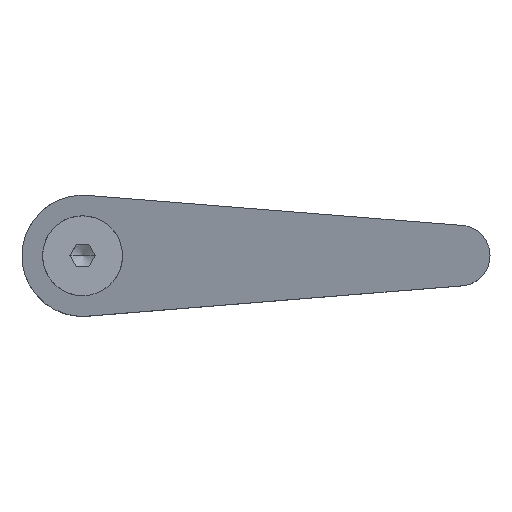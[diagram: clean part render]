
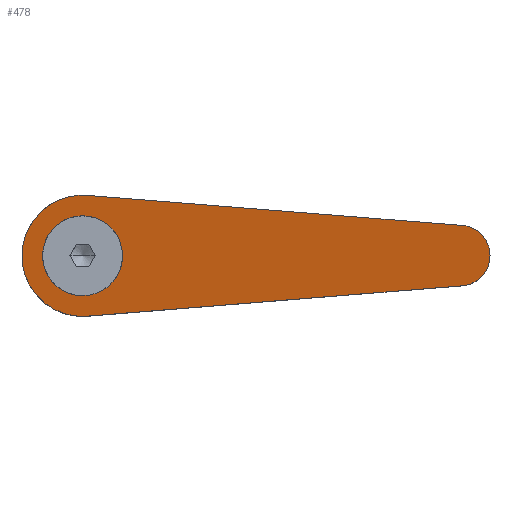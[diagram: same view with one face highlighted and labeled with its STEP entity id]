
A CAD part, top view. The second image highlights one B-rep face of the part: STEP entity #478.
In plain terms, the highlighted planar face has unit normal (-0.259, 0, 0.966).
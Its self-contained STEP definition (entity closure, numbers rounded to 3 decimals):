
#192=EDGE_CURVE('',#348,#220,#534,.T.);
#198=VERTEX_POINT('',#540);
#200=EDGE_CURVE('',#386,#466,#542,.T.);
#220=VERTEX_POINT('',#566);
#290=VERTEX_POINT('',#642);
#304=EDGE_CURVE('',#220,#326,#659,.T.);
#306=EDGE_CURVE('',#198,#386,#661,.T.);
#322=VERTEX_POINT('',#678);
#326=VERTEX_POINT('',#682);
#348=VERTEX_POINT('',#708);
#386=VERTEX_POINT('',#749);
#396=EDGE_CURVE('',#322,#290,#761,.T.);
#438=EDGE_CURVE('',#326,#348,#809,.T.);
#448=EDGE_CURVE('',#290,#198,#820,.T.);
#466=VERTEX_POINT('',#840);
#478=ADVANCED_FACE('',(#854,#855),#856,.F.);
#504=EDGE_CURVE('',#466,#322,#882,.T.);
#534=ELLIPSE('',#903,7.506,7.25);
#540=CARTESIAN_POINT('',(0.883,-10.964,33.087));
#542=ELLIPSE('',#912,5.694,5.5);
#566=CARTESIAN_POINT('',(0.,-7.25,32.85));
#642=CARTESIAN_POINT('',(-11.0,0.,29.9));
#659=ELLIPSE('',#1097,7.506,7.25);
#661=LINE('',#1100,#1101);
#678=CARTESIAN_POINT('',(0.883,10.964,33.087));
#682=CARTESIAN_POINT('',(0.,7.25,32.85));
#708=CARTESIAN_POINT('',(-0.793,7.207,32.638));
#749=CARTESIAN_POINT('',(68.942,-5.482,51.34));
#761=ELLIPSE('',#1254,11.389,11.0);
#809=ELLIPSE('',#1316,7.506,7.25);
#820=ELLIPSE('',#1331,11.389,11.0);
#840=CARTESIAN_POINT('',(68.942,5.482,51.34));
#854=FACE_OUTER_BOUND('',#1382,.T.);
#855=FACE_BOUND('',#1383,.T.);
#856=PLANE('',#1384);
#882=LINE('',#1439,#1440);
#903=AXIS2_PLACEMENT_3D('',#1461,#1462,#1463);
#912=AXIS2_PLACEMENT_3D('',#1464,#1465,#1466);
#1097=AXIS2_PLACEMENT_3D('',#1614,#1615,#1616);
#1100=CARTESIAN_POINT('',(71.308,-5.292,51.975));
#1101=VECTOR('',#1617,1.0);
#1254=AXIS2_PLACEMENT_3D('',#1726,#1727,#1728);
#1316=AXIS2_PLACEMENT_3D('',#1774,#1775,#1776);
#1331=AXIS2_PLACEMENT_3D('',#1789,#1790,#1791);
#1382=EDGE_LOOP('',(#1835,#1836,#1837,#1838,#1839));
#1383=EDGE_LOOP('',(#1840,#1841,#1842));
#1384=AXIS2_PLACEMENT_3D('',#1843,#1844,#1845);
#1439=CARTESIAN_POINT('',(39.549,7.85,43.457));
#1440=VECTOR('',#1855,1.0);
#1461=CARTESIAN_POINT('',(0.,0.,32.85));
#1462=DIRECTION('',(-0.259,0.,0.966));
#1463=DIRECTION('',(-0.966,0.0,-0.259));
#1464=CARTESIAN_POINT('',(68.5,0.,51.222));
#1465=DIRECTION('',(-0.259,0.,0.966));
#1466=DIRECTION('',(0.966,0.,0.259));
#1614=CARTESIAN_POINT('',(0.,0.,32.85));
#1615=DIRECTION('',(-0.259,0.,0.966));
#1616=DIRECTION('',(-0.966,0.0,-0.259));
#1617=DIRECTION('',(0.963,0.078,0.258));
#1726=CARTESIAN_POINT('',(0.,0.,32.85));
#1727=DIRECTION('',(-0.259,0.,0.966));
#1728=DIRECTION('',(-0.966,0.,-0.259));
#1774=CARTESIAN_POINT('',(0.,0.,32.85));
#1775=DIRECTION('',(-0.259,0.,0.966));
#1776=DIRECTION('',(-0.966,0.0,-0.259));
#1789=CARTESIAN_POINT('',(0.,0.,32.85));
#1790=DIRECTION('',(-0.259,0.,0.966));
#1791=DIRECTION('',(-0.966,0.,-0.259));
#1835=ORIENTED_EDGE('',*,*,#396,.T.);
#1836=ORIENTED_EDGE('',*,*,#448,.T.);
#1837=ORIENTED_EDGE('',*,*,#306,.T.);
#1838=ORIENTED_EDGE('',*,*,#200,.T.);
#1839=ORIENTED_EDGE('',*,*,#504,.T.);
#1840=ORIENTED_EDGE('',*,*,#192,.F.);
#1841=ORIENTED_EDGE('',*,*,#438,.F.);
#1842=ORIENTED_EDGE('',*,*,#304,.F.);
#1843=CARTESIAN_POINT('',(32.975,0.,41.694));
#1844=DIRECTION('',(0.259,0.,-0.966));
#1845=DIRECTION('',(0.25,0.966,0.067));
#1855=DIRECTION('',(-0.963,0.078,-0.258));
